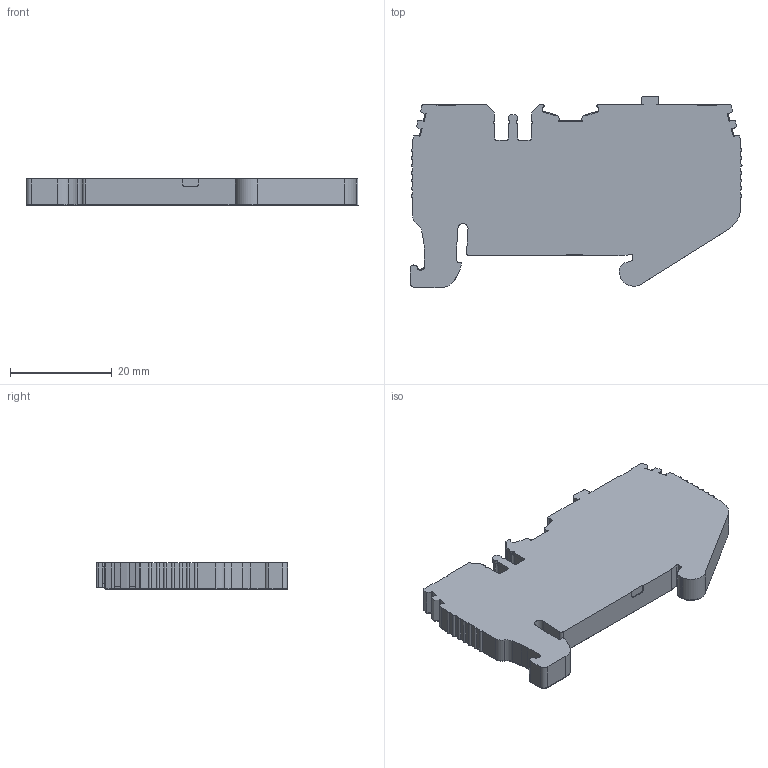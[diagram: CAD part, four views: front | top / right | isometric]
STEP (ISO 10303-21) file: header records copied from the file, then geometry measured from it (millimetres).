
FILE_DESCRIPTION (( 'STEP AP203' ), '1' );
FILE_NAME ('KN-P25EDIS-25.step', '2025-04-29T14:16:09', ( '' ), ( '' ), 'SwSTEP 2.0', 'SolidWorks 2024', '' );
FILE_SCHEMA (( 'CONFIG_CONTROL_DESIGN' ));
Length unit declared in the file: millimetre
Products named in the file (1): KN-P25EDIS-25
Bounding box: 65.42 x 37.67 x 5.15 mm (x, y, z)
Volume: 9594.4 mm3; surface area: 5183 mm2
Topology: 1 solids, 1 shells, 618 faces, 1797 edges, 1177 vertices
Faces by surface type: plane 346, cylinder 237, bspline 27, torus 4, cone 4
Entity records: 20869 total; most frequent: CARTESIAN_POINT 4362, ORIENTED_EDGE 3578, DIRECTION 3359, EDGE_CURVE 1789, LINE 1221, VECTOR 1221, VERTEX_POINT 1177, AXIS2_PLACEMENT_3D 1069
